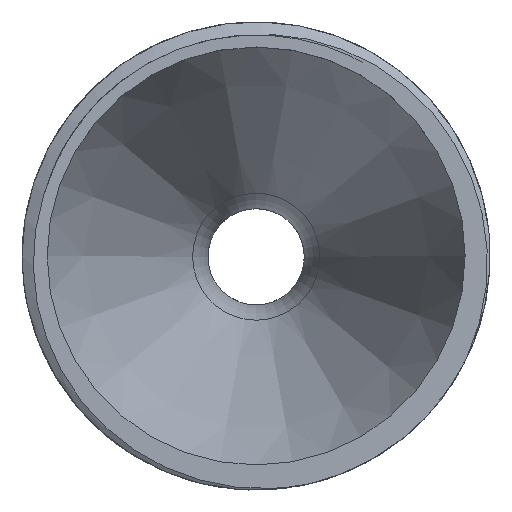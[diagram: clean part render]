
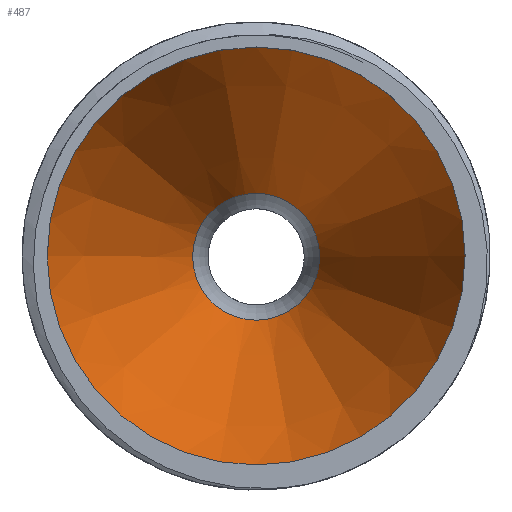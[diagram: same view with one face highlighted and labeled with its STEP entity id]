
A CAD part, top view. The second image highlights one B-rep face of the part: STEP entity #487.
In plain terms, the highlighted conical face has half-angle 22.048 degrees and reference radius 27.915 mm.
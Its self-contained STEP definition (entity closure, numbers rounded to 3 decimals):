
#15=CONICAL_SURFACE('',#545,27.915,0.385);
#50=FACE_OUTER_BOUND('',#80,.T.);
#80=EDGE_LOOP('',(#400,#401,#402,#403,#404));
#101=CIRCLE('',#539,27.572);
#103=CIRCLE('',#543,8.379);
#104=CIRCLE('',#544,8.379);
#160=LINE('',#2481,#174);
#174=VECTOR('',#643,30.);
#217=VERTEX_POINT('',#2470);
#218=VERTEX_POINT('',#2475);
#219=VERTEX_POINT('',#2477);
#283=EDGE_CURVE('',#217,#217,#101,.T.);
#285=EDGE_CURVE('',#218,#219,#103,.T.);
#286=EDGE_CURVE('',#219,#218,#104,.T.);
#287=EDGE_CURVE('',#217,#219,#160,.T.);
#400=ORIENTED_EDGE('',*,*,#283,.F.);
#401=ORIENTED_EDGE('',*,*,#287,.T.);
#402=ORIENTED_EDGE('',*,*,#285,.F.);
#403=ORIENTED_EDGE('',*,*,#286,.F.);
#404=ORIENTED_EDGE('',*,*,#287,.F.);
#487=ADVANCED_FACE('',(#50),#15,.F.);
#539=AXIS2_PLACEMENT_3D('',#2472,#629,#630);
#543=AXIS2_PLACEMENT_3D('',#2478,#637,#638);
#544=AXIS2_PLACEMENT_3D('',#2479,#639,#640);
#545=AXIS2_PLACEMENT_3D('',#2480,#641,#642);
#629=DIRECTION('center_axis',(0.,0.,-1.));
#630=DIRECTION('ref_axis',(1.,0.,0.));
#637=DIRECTION('center_axis',(0.,0.,1.));
#638=DIRECTION('ref_axis',(1.,0.,0.));
#639=DIRECTION('center_axis',(0.,0.,1.));
#640=DIRECTION('ref_axis',(1.,0.,0.));
#641=DIRECTION('center_axis',(0.,0.,1.));
#642=DIRECTION('ref_axis',(1.,0.,0.));
#643=DIRECTION('',(0.375,0.,-0.927));
#2470=CARTESIAN_POINT('',(24.928,0.,63.4));
#2472=CARTESIAN_POINT('Origin',(52.5,0.,63.4));
#2475=CARTESIAN_POINT('',(44.121,0.,16.009));
#2477=CARTESIAN_POINT('',(44.121,0.,16.009));
#2478=CARTESIAN_POINT('Origin',(52.5,0.,16.009));
#2479=CARTESIAN_POINT('Origin',(52.5,0.,16.009));
#2480=CARTESIAN_POINT('Origin',(52.5,0.,64.245));
#2481=CARTESIAN_POINT('',(24.585,0.,64.245));
